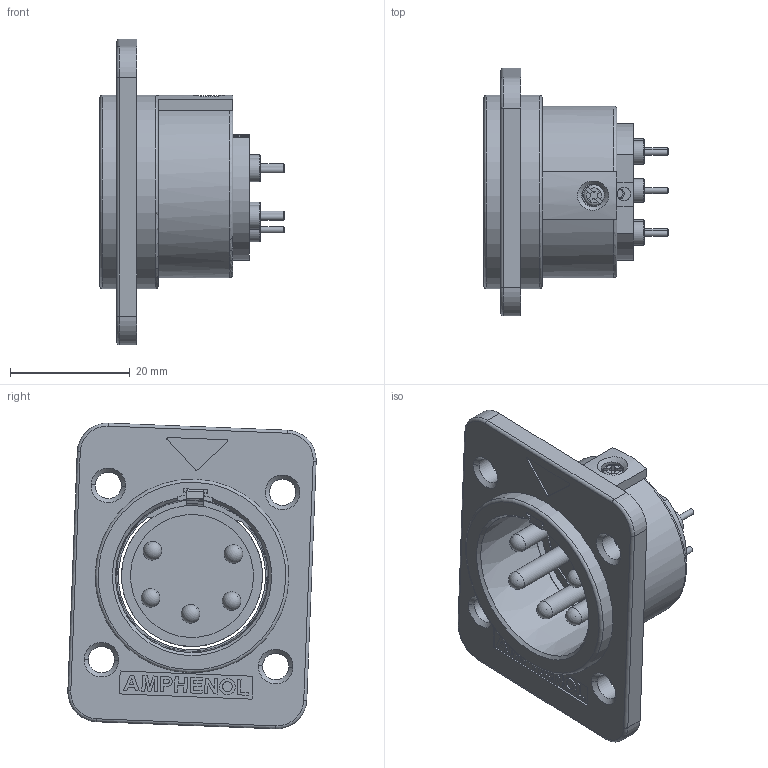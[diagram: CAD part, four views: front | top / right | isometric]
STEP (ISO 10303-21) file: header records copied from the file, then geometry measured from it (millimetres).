
FILE_DESCRIPTION(/* description */ (''),/* implementation_level */ '2;1');
FILE_NAME(/* name */ 'AP-5-22V-1-N.stp',/* time_stamp */ '2017-12-07T17:16:32+11:00',/* author */ ('minh'),/* organization */ (''),/* preprocessor_version */ 'ST-DEVELOPER v16.1',/* originating_system */ 'Autodesk Inventor 2016',/* authorisation */ '');
FILE_SCHEMA (('AUTOMOTIVE_DESIGN { 1 0 10303 214 3 1 1 }'));
Length unit declared in the file: inch
Products named in the file (1): AP-5-22V-1-N_Shrinkwrap_1
Bounding box: 30.81 x 41.55 x 51.14 mm (x, y, z)
Surface area: 9884.5 mm2 (no closed solid volume)
Topology: 0 solids, 32 shells, 210 faces, 754 edges, 550 vertices
Faces by surface type: plane 126, cylinder 55, torus 12, cone 12, sphere 5
Full cylindrical faces by diameter (mm): 1 x5, 1.658 x1, 1.87 x1, 2.15 x1, 2.2 x1, 2.672 x1, 3.107 x5, 3.841 x1, 3.984 x5, 4.134 x1, 4.392 x4, 20.574 x1, 32.4 x2
Entity records: 8071 total; most frequent: CARTESIAN_POINT 1610, DIRECTION 1298, ORIENTED_EDGE 1037, EDGE_CURVE 690, VERTEX_POINT 531, LINE 484, VECTOR 484, AXIS2_PLACEMENT_3D 407
